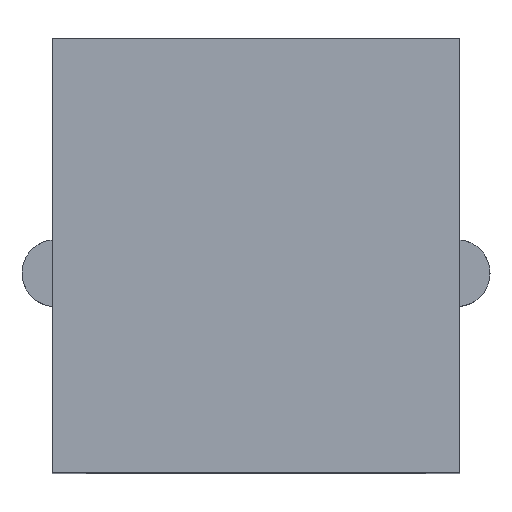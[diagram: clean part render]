
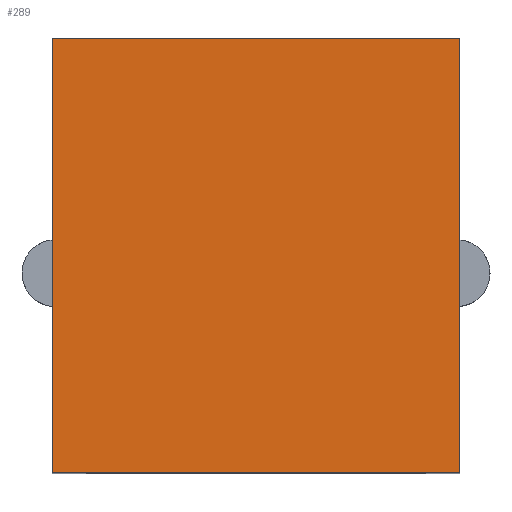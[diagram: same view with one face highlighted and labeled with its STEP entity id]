
A CAD part, top view. The second image highlights one B-rep face of the part: STEP entity #289.
In plain terms, the highlighted planar face has unit normal (0, 0, 1).
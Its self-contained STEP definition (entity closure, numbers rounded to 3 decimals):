
#41=FACE_OUTER_BOUND('',#59,.T.);
#59=EDGE_LOOP('',(#246,#247,#248,#249));
#79=LINE('',#471,#109);
#83=LINE('',#478,#113);
#86=LINE('',#484,#116);
#90=LINE('',#489,#120);
#109=VECTOR('',#390,10.);
#113=VECTOR('',#396,10.);
#116=VECTOR('',#401,10.);
#120=VECTOR('',#407,10.);
#139=VERTEX_POINT('',#468);
#140=VERTEX_POINT('',#470);
#142=VERTEX_POINT('',#477);
#144=VERTEX_POINT('',#483);
#171=EDGE_CURVE('',#140,#139,#79,.T.);
#175=EDGE_CURVE('',#142,#140,#83,.T.);
#178=EDGE_CURVE('',#144,#142,#86,.T.);
#182=EDGE_CURVE('',#139,#144,#90,.T.);
#246=ORIENTED_EDGE('',*,*,#182,.T.);
#247=ORIENTED_EDGE('',*,*,#178,.T.);
#248=ORIENTED_EDGE('',*,*,#175,.T.);
#249=ORIENTED_EDGE('',*,*,#171,.T.);
#272=PLANE('',#328);
#289=ADVANCED_FACE('',(#41),#272,.T.);
#328=AXIS2_PLACEMENT_3D('',#490,#408,#409);
#390=DIRECTION('',(1.,0.,0.));
#396=DIRECTION('',(0.,-1.,0.));
#401=DIRECTION('',(-1.,0.,0.));
#407=DIRECTION('',(0.,1.,0.));
#408=DIRECTION('center_axis',(0.,0.,1.));
#409=DIRECTION('ref_axis',(1.,0.,0.));
#468=CARTESIAN_POINT('',(6.1,-6.5,14.5));
#470=CARTESIAN_POINT('',(-6.1,-6.5,14.5));
#471=CARTESIAN_POINT('',(-6.1,-6.5,14.5));
#477=CARTESIAN_POINT('',(-6.1,6.5,14.5));
#478=CARTESIAN_POINT('',(-6.1,6.5,14.5));
#483=CARTESIAN_POINT('',(6.1,6.5,14.5));
#484=CARTESIAN_POINT('',(6.1,6.5,14.5));
#489=CARTESIAN_POINT('',(6.1,-6.5,14.5));
#490=CARTESIAN_POINT('Origin',(0.,0.,14.5));
